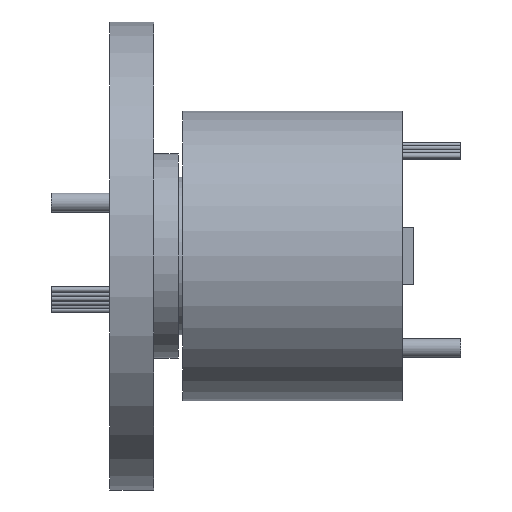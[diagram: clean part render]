
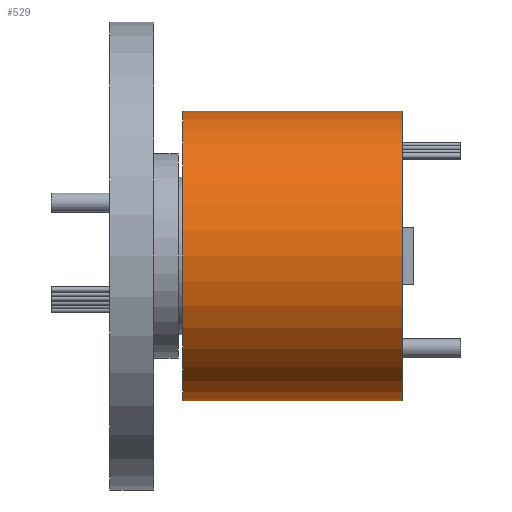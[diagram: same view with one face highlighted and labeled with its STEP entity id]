
A CAD part, front view. The second image highlights one B-rep face of the part: STEP entity #529.
In plain terms, the highlighted cylindrical face has radius 49.5 mm (diameter 99 mm), a partial arc.
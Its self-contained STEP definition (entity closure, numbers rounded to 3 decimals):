
#45 = FACE_OUTER_BOUND ( 'NONE', #1857, .T. ) ;
#48 = ORIENTED_EDGE ( 'NONE', *, *, #2383, .F. ) ;
#134 = EDGE_CURVE ( 'NONE', #2472, #3021, #3149, .T. ) ;
#245 = DIRECTION ( 'NONE',  ( -1., 0., 0. ) ) ;
#274 = VECTOR ( 'NONE', #2889, 1000. ) ;
#480 = VERTEX_POINT ( 'NONE', #1206 ) ;
#529 = ADVANCED_FACE ( 'NONE', ( #45 ), #967, .T. ) ;
#558 = DIRECTION ( 'NONE',  ( -1., 0., 0. ) ) ;
#589 = CARTESIAN_POINT ( 'NONE',  ( 0., 0., 49.5 ) ) ;
#941 = LINE ( 'NONE', #1853, #274 ) ;
#959 = LINE ( 'NONE', #589, #1796 ) ;
#967 = CYLINDRICAL_SURFACE ( 'NONE', #1656, 49.5 ) ;
#1025 = ORIENTED_EDGE ( 'NONE', *, *, #1257, .T. ) ;
#1206 = CARTESIAN_POINT ( 'NONE',  ( 100., 0., 49.5 ) ) ;
#1257 = EDGE_CURVE ( 'NONE', #480, #3021, #959, .T. ) ;
#1343 = VERTEX_POINT ( 'NONE', #1401 ) ;
#1401 = CARTESIAN_POINT ( 'NONE',  ( 100., 0., -49.5 ) ) ;
#1563 = CIRCLE ( 'NONE', #2657, 49.5 ) ;
#1656 = AXIS2_PLACEMENT_3D ( 'NONE', #2781, #1757, #3302 ) ;
#1757 = DIRECTION ( 'NONE',  ( -1., 0., 0. ) ) ;
#1760 = CARTESIAN_POINT ( 'NONE',  ( 25., 0., 0. ) ) ;
#1796 = VECTOR ( 'NONE', #3139, 1000. ) ;
#1853 = CARTESIAN_POINT ( 'NONE',  ( 0., 0., -49.5 ) ) ;
#1857 = EDGE_LOOP ( 'NONE', ( #48, #2811, #1025, #3059 ) ) ;
#2037 = DIRECTION ( 'NONE',  ( 0., 0., 1. ) ) ;
#2103 = CARTESIAN_POINT ( 'NONE',  ( 100., 0., 0. ) ) ;
#2343 = DIRECTION ( 'NONE',  ( 0., 0., 1. ) ) ;
#2383 = EDGE_CURVE ( 'NONE', #1343, #2472, #941, .T. ) ;
#2411 = AXIS2_PLACEMENT_3D ( 'NONE', #1760, #245, #2037 ) ;
#2472 = VERTEX_POINT ( 'NONE', #2925 ) ;
#2488 = CARTESIAN_POINT ( 'NONE',  ( 25., 0., 49.5 ) ) ;
#2657 = AXIS2_PLACEMENT_3D ( 'NONE', #2103, #558, #2343 ) ;
#2661 = EDGE_CURVE ( 'NONE', #1343, #480, #1563, .T. ) ;
#2781 = CARTESIAN_POINT ( 'NONE',  ( 0., 0., 0. ) ) ;
#2811 = ORIENTED_EDGE ( 'NONE', *, *, #2661, .T. ) ;
#2889 = DIRECTION ( 'NONE',  ( -1., 0., 0. ) ) ;
#2925 = CARTESIAN_POINT ( 'NONE',  ( 25., 0., -49.5 ) ) ;
#3021 = VERTEX_POINT ( 'NONE', #2488 ) ;
#3059 = ORIENTED_EDGE ( 'NONE', *, *, #134, .F. ) ;
#3139 = DIRECTION ( 'NONE',  ( -1., 0., 0. ) ) ;
#3149 = CIRCLE ( 'NONE', #2411, 49.5 ) ;
#3302 = DIRECTION ( 'NONE',  ( 0., 0., 1. ) ) ;
